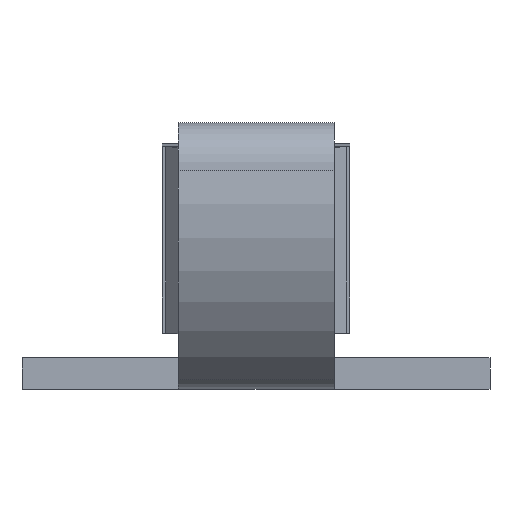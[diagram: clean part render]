
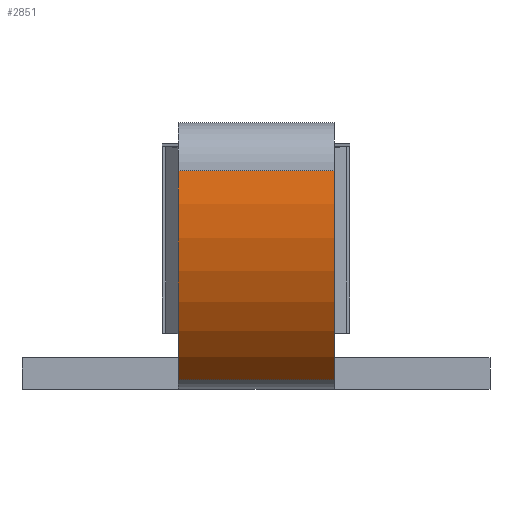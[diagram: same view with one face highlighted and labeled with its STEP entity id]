
A CAD part, front view. The second image highlights one B-rep face of the part: STEP entity #2851.
In plain terms, the highlighted cylindrical face has radius 13.588 mm (diameter 27.177 mm), a partial arc.
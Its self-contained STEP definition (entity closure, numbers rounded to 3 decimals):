
#32 = PLANE('',#33);
#33 = AXIS2_PLACEMENT_3D('',#34,#35,#36);
#34 = CARTESIAN_POINT('',(-5.,-10.61,9.021));
#35 = DIRECTION('',(1.,0.,0.));
#36 = DIRECTION('',(0.,0.,1.));
#375 = VERTEX_POINT('',#376);
#376 = CARTESIAN_POINT('',(-5.,-23.719,14.));
#391 = CYLINDRICAL_SURFACE('',#392,3.068);
#392 = AXIS2_PLACEMENT_3D('',#393,#394,#395);
#393 = CARTESIAN_POINT('',(-5.,-20.651,14.));
#394 = DIRECTION('',(-1.,0.,0.));
#395 = DIRECTION('',(0.,1.,0.));
#403 = EDGE_CURVE('',#375,#404,#406,.T.);
#404 = VERTEX_POINT('',#405);
#405 = CARTESIAN_POINT('',(-5.,-18.534,0.602));
#406 = SURFACE_CURVE('',#407,(#412,#419),.PCURVE_S1.);
#407 = CIRCLE('',#408,13.588);
#408 = AXIS2_PLACEMENT_3D('',#409,#410,#411);
#409 = CARTESIAN_POINT('',(-5.,-10.37,11.464));
#410 = DIRECTION('',(1.,0.,0.));
#411 = DIRECTION('',(0.,1.,0.));
#412 = PCURVE('',#32,#413);
#413 = DEFINITIONAL_REPRESENTATION('',(#414),#418);
#414 = CIRCLE('',#415,13.588);
#415 = AXIS2_PLACEMENT_2D('',#416,#417);
#416 = CARTESIAN_POINT('',(2.443,-0.241));
#417 = DIRECTION('',(0.,-1.));
#418 = ( GEOMETRIC_REPRESENTATION_CONTEXT(2) 
PARAMETRIC_REPRESENTATION_CONTEXT() REPRESENTATION_CONTEXT('2D SPACE',''
  ) );
#419 = PCURVE('',#420,#425);
#420 = CYLINDRICAL_SURFACE('',#421,13.588);
#421 = AXIS2_PLACEMENT_3D('',#422,#423,#424);
#422 = CARTESIAN_POINT('',(-5.,-10.37,11.464));
#423 = DIRECTION('',(-1.,0.,0.));
#424 = DIRECTION('',(0.,1.,0.));
#425 = DEFINITIONAL_REPRESENTATION('',(#426),#430);
#426 = LINE('',#427,#428);
#427 = CARTESIAN_POINT('',(-0.,0.));
#428 = VECTOR('',#429,1.);
#429 = DIRECTION('',(-1.,0.));
#430 = ( GEOMETRIC_REPRESENTATION_CONTEXT(2) 
PARAMETRIC_REPRESENTATION_CONTEXT() REPRESENTATION_CONTEXT('2D SPACE',''
  ) );
#453 = CYLINDRICAL_SURFACE('',#454,3.);
#454 = AXIS2_PLACEMENT_3D('',#455,#456,#457);
#455 = CARTESIAN_POINT('',(-5.,-16.731,3.));
#456 = DIRECTION('',(1.,0.,0.));
#457 = DIRECTION('',(0.,0.,-1.));
#1163 = PLANE('',#1164);
#1164 = AXIS2_PLACEMENT_3D('',#1165,#1166,#1167);
#1165 = CARTESIAN_POINT('',(5.,-10.61,9.021));
#1166 = DIRECTION('',(1.,0.,0.));
#1167 = DIRECTION('',(0.,0.,1.));
#2757 = VERTEX_POINT('',#2758);
#2758 = CARTESIAN_POINT('',(5.,-23.719,14.));
#2780 = EDGE_CURVE('',#375,#2757,#2781,.T.);
#2781 = SURFACE_CURVE('',#2782,(#2786,#2793),.PCURVE_S1.);
#2782 = LINE('',#2783,#2784);
#2783 = CARTESIAN_POINT('',(-5.,-23.719,14.));
#2784 = VECTOR('',#2785,1.);
#2785 = DIRECTION('',(1.,0.,0.));
#2786 = PCURVE('',#391,#2787);
#2787 = DEFINITIONAL_REPRESENTATION('',(#2788),#2792);
#2788 = LINE('',#2789,#2790);
#2789 = CARTESIAN_POINT('',(-3.142,0.));
#2790 = VECTOR('',#2791,1.);
#2791 = DIRECTION('',(-0.,-1.));
#2792 = ( GEOMETRIC_REPRESENTATION_CONTEXT(2) 
PARAMETRIC_REPRESENTATION_CONTEXT() REPRESENTATION_CONTEXT('2D SPACE',''
  ) );
#2793 = PCURVE('',#420,#2794);
#2794 = DEFINITIONAL_REPRESENTATION('',(#2795),#2799);
#2795 = LINE('',#2796,#2797);
#2796 = CARTESIAN_POINT('',(-2.954,0.));
#2797 = VECTOR('',#2798,1.);
#2798 = DIRECTION('',(-0.,-1.));
#2799 = ( GEOMETRIC_REPRESENTATION_CONTEXT(2) 
PARAMETRIC_REPRESENTATION_CONTEXT() REPRESENTATION_CONTEXT('2D SPACE',''
  ) );
#2851 = ADVANCED_FACE('',(#2852),#420,.T.);
#2852 = FACE_BOUND('',#2853,.F.);
#2853 = EDGE_LOOP('',(#2854,#2855,#2856,#2880));
#2854 = ORIENTED_EDGE('',*,*,#403,.F.);
#2855 = ORIENTED_EDGE('',*,*,#2780,.T.);
#2856 = ORIENTED_EDGE('',*,*,#2857,.T.);
#2857 = EDGE_CURVE('',#2757,#2858,#2860,.T.);
#2858 = VERTEX_POINT('',#2859);
#2859 = CARTESIAN_POINT('',(5.,-18.534,0.602));
#2860 = SURFACE_CURVE('',#2861,(#2866,#2873),.PCURVE_S1.);
#2861 = CIRCLE('',#2862,13.588);
#2862 = AXIS2_PLACEMENT_3D('',#2863,#2864,#2865);
#2863 = CARTESIAN_POINT('',(5.,-10.37,11.464));
#2864 = DIRECTION('',(1.,0.,0.));
#2865 = DIRECTION('',(0.,1.,0.));
#2866 = PCURVE('',#420,#2867);
#2867 = DEFINITIONAL_REPRESENTATION('',(#2868),#2872);
#2868 = LINE('',#2869,#2870);
#2869 = CARTESIAN_POINT('',(-0.,-10.));
#2870 = VECTOR('',#2871,1.);
#2871 = DIRECTION('',(-1.,0.));
#2872 = ( GEOMETRIC_REPRESENTATION_CONTEXT(2) 
PARAMETRIC_REPRESENTATION_CONTEXT() REPRESENTATION_CONTEXT('2D SPACE',''
  ) );
#2873 = PCURVE('',#1163,#2874);
#2874 = DEFINITIONAL_REPRESENTATION('',(#2875),#2879);
#2875 = CIRCLE('',#2876,13.588);
#2876 = AXIS2_PLACEMENT_2D('',#2877,#2878);
#2877 = CARTESIAN_POINT('',(2.443,-0.241));
#2878 = DIRECTION('',(0.,-1.));
#2879 = ( GEOMETRIC_REPRESENTATION_CONTEXT(2) 
PARAMETRIC_REPRESENTATION_CONTEXT() REPRESENTATION_CONTEXT('2D SPACE',''
  ) );
#2880 = ORIENTED_EDGE('',*,*,#2881,.F.);
#2881 = EDGE_CURVE('',#404,#2858,#2882,.T.);
#2882 = SURFACE_CURVE('',#2883,(#2887,#2894),.PCURVE_S1.);
#2883 = LINE('',#2884,#2885);
#2884 = CARTESIAN_POINT('',(-5.,-18.534,0.602));
#2885 = VECTOR('',#2886,1.);
#2886 = DIRECTION('',(1.,0.,0.));
#2887 = PCURVE('',#420,#2888);
#2888 = DEFINITIONAL_REPRESENTATION('',(#2889),#2893);
#2889 = LINE('',#2890,#2891);
#2890 = CARTESIAN_POINT('',(-4.068,0.));
#2891 = VECTOR('',#2892,1.);
#2892 = DIRECTION('',(-0.,-1.));
#2893 = ( GEOMETRIC_REPRESENTATION_CONTEXT(2) 
PARAMETRIC_REPRESENTATION_CONTEXT() REPRESENTATION_CONTEXT('2D SPACE',''
  ) );
#2894 = PCURVE('',#453,#2895);
#2895 = DEFINITIONAL_REPRESENTATION('',(#2896),#2900);
#2896 = LINE('',#2897,#2898);
#2897 = CARTESIAN_POINT('',(-0.645,0.));
#2898 = VECTOR('',#2899,1.);
#2899 = DIRECTION('',(-0.,1.));
#2900 = ( GEOMETRIC_REPRESENTATION_CONTEXT(2) 
PARAMETRIC_REPRESENTATION_CONTEXT() REPRESENTATION_CONTEXT('2D SPACE',''
  ) );
